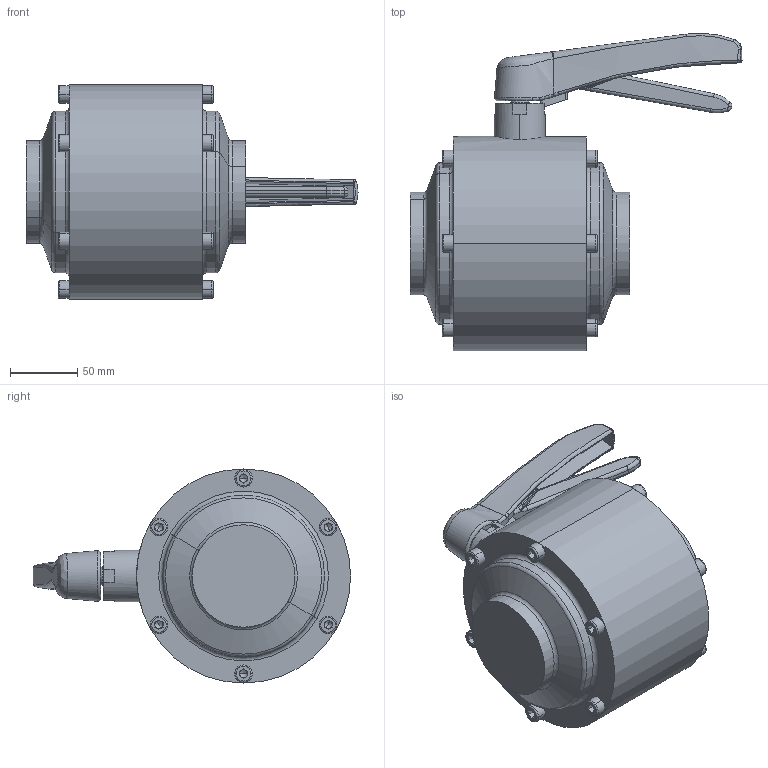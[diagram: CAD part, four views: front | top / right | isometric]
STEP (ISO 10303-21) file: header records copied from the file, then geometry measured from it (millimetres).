
FILE_DESCRIPTION (( 'STEP AP214' ), '1' );
FILE_NAME ('4025076xxx-xxx.STEP', '2014-04-02T11:40:08', ( 'Install' ), ( '' ), 'SwSTEP 2.0', 'SolidWorks 2013', '' );
FILE_SCHEMA (( 'AUTOMOTIVE_DESIGN' ));
Length unit declared in the file: millimetre
Products named in the file (3): 4025076xxx-xxx; Group2^Durchgangskugelhahn-+-4025076000-0XXDEF_-; Group1^Durchgangskugelhahn-+-4025076000-0XXDEF_-
Assembly tree (2 placements, depth 2):
  4025076xxx-xxx
    Group1^Durchgangskugelhahn-+-4025076000-0XXDEF_-
    Group2^Durchgangskugelhahn-+-4025076000-0XXDEF_-
Bounding box: 246.5 x 235.54 x 159 mm (x, y, z)
Volume: 2591257.5 mm3; surface area: 142109.5 mm2
Topology: 2 solids, 2 shells, 474 faces, 1134 edges, 657 vertices
Faces by surface type: plane 229, cylinder 95, bspline 63, torus 56, cone 31
Entity records: 19374 total; most frequent: CARTESIAN_POINT 8851, ORIENTED_EDGE 2200, DIRECTION 2147, EDGE_CURVE 1100, AXIS2_PLACEMENT_3D 793, VERTEX_POINT 657, VECTOR 561, LINE 561
